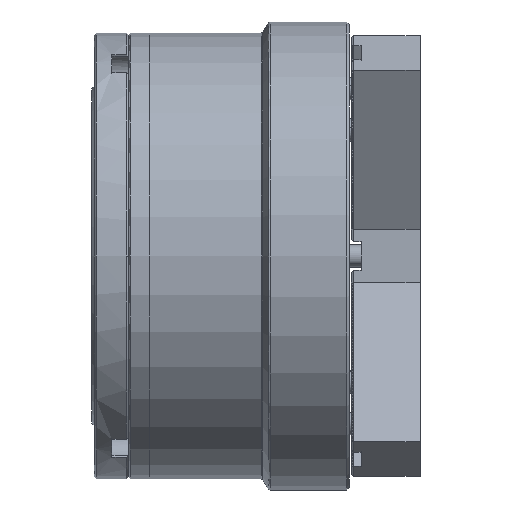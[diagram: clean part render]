
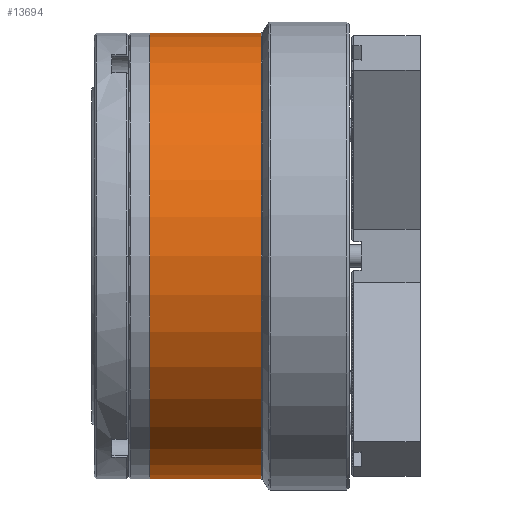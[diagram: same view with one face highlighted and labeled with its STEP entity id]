
A CAD part, front view. The second image highlights one B-rep face of the part: STEP entity #13694.
In plain terms, the highlighted cylindrical face has radius 200 mm (diameter 400 mm), a partial arc.
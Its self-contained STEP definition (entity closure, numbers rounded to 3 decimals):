
#393 = ORIENTED_EDGE ( 'NONE', *, *, #47527, .T. ) ;
#514 = VERTEX_POINT ( 'NONE', #25552 ) ;
#863 = ORIENTED_EDGE ( 'NONE', *, *, #18097, .T. ) ;
#1076 = CIRCLE ( 'NONE', #22140, 200. ) ;
#1788 = AXIS2_PLACEMENT_3D ( 'NONE', #2796, #28888, #6517 ) ;
#2265 = CARTESIAN_POINT ( 'NONE',  ( -116.102, 0., -200. ) ) ;
#2538 = DIRECTION ( 'NONE',  ( -1., 0., 0. ) ) ;
#2796 = CARTESIAN_POINT ( 'NONE',  ( 0., 0., 0. ) ) ;
#6517 = DIRECTION ( 'NONE',  ( 0., 0., 1. ) ) ;
#6642 = VERTEX_POINT ( 'NONE', #9855 ) ;
#7319 = DIRECTION ( 'NONE',  ( -1., 0., 0. ) ) ;
#8031 = LINE ( 'NONE', #2265, #17973 ) ;
#9855 = CARTESIAN_POINT ( 'NONE',  ( 0., 0., -200. ) ) ;
#11760 = VECTOR ( 'NONE', #7319, 1000. ) ;
#13019 = CYLINDRICAL_SURFACE ( 'NONE', #22627, 200. ) ;
#13694 = ADVANCED_FACE ( 'NONE', ( #14191 ), #13019, .T. ) ;
#14191 = FACE_OUTER_BOUND ( 'NONE', #17606, .T. ) ;
#14790 = CARTESIAN_POINT ( 'NONE',  ( 99.845, 0., 0. ) ) ;
#16940 = CIRCLE ( 'NONE', #1788, 200. ) ;
#17606 = EDGE_LOOP ( 'NONE', ( #20503, #863, #393, #37528 ) ) ;
#17897 = EDGE_CURVE ( 'NONE', #514, #6642, #8031, .T. ) ;
#17973 = VECTOR ( 'NONE', #24618, 1000. ) ;
#18097 = EDGE_CURVE ( 'NONE', #514, #19886, #1076, .T. ) ;
#18578 = DIRECTION ( 'NONE',  ( 0., 0., 1. ) ) ;
#19886 = VERTEX_POINT ( 'NONE', #28186 ) ;
#20503 = ORIENTED_EDGE ( 'NONE', *, *, #17897, .F. ) ;
#21135 = CARTESIAN_POINT ( 'NONE',  ( -116.102, 0., 0. ) ) ;
#21755 = LINE ( 'NONE', #47930, #11760 ) ;
#22140 = AXIS2_PLACEMENT_3D ( 'NONE', #14790, #40696, #18578 ) ;
#22627 = AXIS2_PLACEMENT_3D ( 'NONE', #21135, #2538, #39547 ) ;
#24618 = DIRECTION ( 'NONE',  ( -1., 0., 0. ) ) ;
#25552 = CARTESIAN_POINT ( 'NONE',  ( 99.845, 0., -200. ) ) ;
#27854 = VERTEX_POINT ( 'NONE', #39361 ) ;
#28186 = CARTESIAN_POINT ( 'NONE',  ( 99.845, 0., 200. ) ) ;
#28888 = DIRECTION ( 'NONE',  ( -1., 0., 0. ) ) ;
#37528 = ORIENTED_EDGE ( 'NONE', *, *, #38807, .F. ) ;
#38807 = EDGE_CURVE ( 'NONE', #6642, #27854, #16940, .T. ) ;
#39361 = CARTESIAN_POINT ( 'NONE',  ( 0., 0., 200. ) ) ;
#39547 = DIRECTION ( 'NONE',  ( 0., 0., 1. ) ) ;
#40696 = DIRECTION ( 'NONE',  ( -1., 0., 0. ) ) ;
#47527 = EDGE_CURVE ( 'NONE', #19886, #27854, #21755, .T. ) ;
#47930 = CARTESIAN_POINT ( 'NONE',  ( -116.102, 0., 200. ) ) ;
